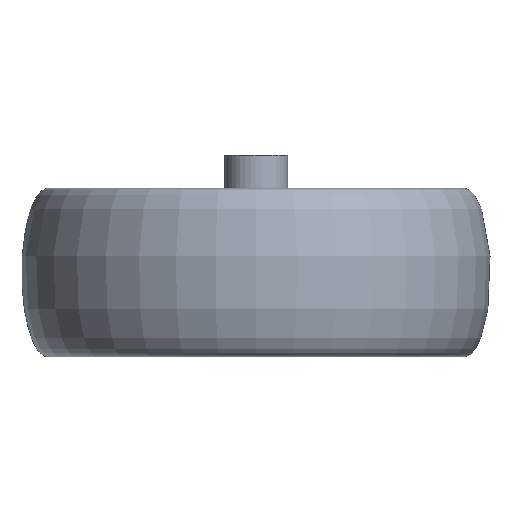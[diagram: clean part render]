
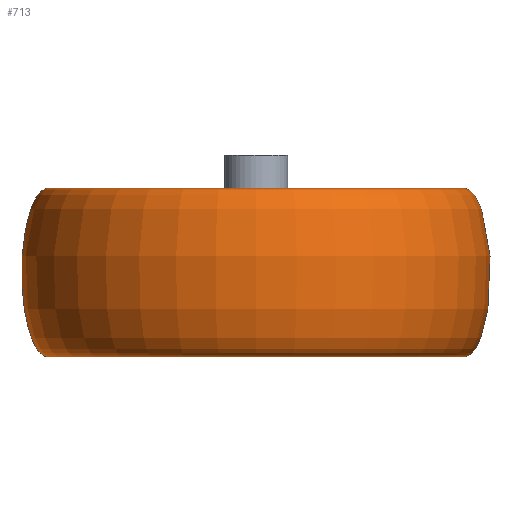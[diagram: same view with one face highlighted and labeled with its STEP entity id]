
A CAD part, left-side view. The second image highlights one B-rep face of the part: STEP entity #713.
In plain terms, the highlighted face is a revolution surface.
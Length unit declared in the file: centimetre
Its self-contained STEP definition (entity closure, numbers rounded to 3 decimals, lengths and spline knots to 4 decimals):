
#230=CIRCLE('',#317,3.001);
#231=CIRCLE('',#318,3.001);
#259=VERTEX_POINT('',#902);
#260=VERTEX_POINT('',#903);
#316=AXIS2_PLACEMENT_3D('',#901,#746,#747);
#317=AXIS2_PLACEMENT_3D('',#904,#748,#749);
#318=AXIS2_PLACEMENT_3D('',#905,#750,#751);
#376=ELLIPSE('',#316,1.2167,0.381);
#377=EDGE_CURVE('',#259,#260,#376,.T.);
#378=EDGE_CURVE('',#260,#260,#230,.T.);
#379=EDGE_CURVE('',#259,#259,#231,.T.);
#459=ORIENTED_EDGE('',*,*,#377,.T.);
#460=ORIENTED_EDGE('',*,*,#378,.F.);
#461=ORIENTED_EDGE('',*,*,#377,.F.);
#462=ORIENTED_EDGE('',*,*,#379,.T.);
#623=EDGE_LOOP('',(#459,#460,#461,#462));
#668=FACE_BOUND('',#623,.T.);
#713=ADVANCED_FACE('',(#668),#1067,.F.);
#744=(
BOUNDED_CURVE()
B_SPLINE_CURVE(2,(#896,#897,#898,#899,#900),.UNSPECIFIED.,.F.,.U.)
B_SPLINE_CURVE_WITH_KNOTS((3,2,3),(-3.1416,-1.5708,0.),
 .UNSPECIFIED.)
CURVE()
GEOMETRIC_REPRESENTATION_ITEM()
RATIONAL_B_SPLINE_CURVE((1.,0.707,1.,0.707,1.))
REPRESENTATION_ITEM('')
);
#745=DIRECTION('',(0.,0.,1.));
#746=DIRECTION('',(1.,0.,0.));
#747=DIRECTION('',(0.,0.,-1.217));
#748=DIRECTION('',(0.,0.,1.));
#749=DIRECTION('',(0.,3.001,0.));
#750=DIRECTION('',(0.,0.,1.));
#751=DIRECTION('',(0.,3.001,0.));
#895=CARTESIAN_POINT('',(0.,0.,2.4333));
#896=CARTESIAN_POINT('',(0.,3.001,2.4333));
#897=CARTESIAN_POINT('',(0.,3.382,2.4333));
#898=CARTESIAN_POINT('',(0.,3.382,1.2167));
#899=CARTESIAN_POINT('',(0.,3.382,0.));
#900=CARTESIAN_POINT('',(0.,3.001,0.));
#901=CARTESIAN_POINT('',(0.,3.001,1.2167));
#902=CARTESIAN_POINT('',(0.,3.001,0.));
#903=CARTESIAN_POINT('',(0.,3.001,2.4333));
#904=CARTESIAN_POINT('',(0.,0.,2.4333));
#905=CARTESIAN_POINT('',(0.,0.,0.));
#1066=AXIS1_PLACEMENT('',#895,#745);
#1067=SURFACE_OF_REVOLUTION('',#744,#1066);
